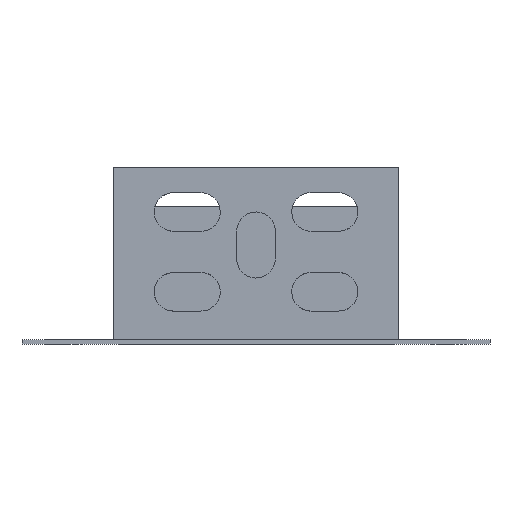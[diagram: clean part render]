
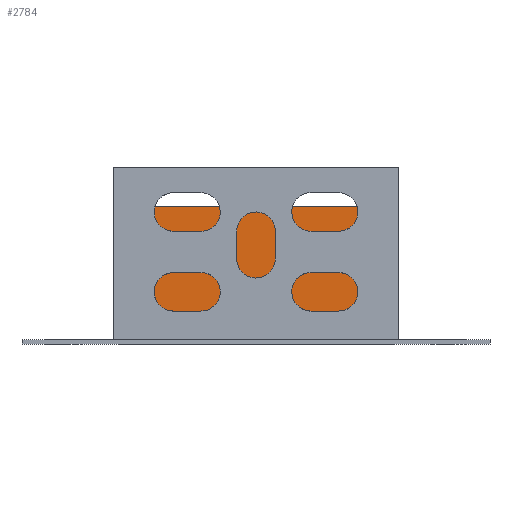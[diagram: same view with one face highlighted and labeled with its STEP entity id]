
A CAD part, front view. The second image highlights one B-rep face of the part: STEP entity #2784.
In plain terms, the highlighted planar face has unit normal (0, -1, 0).
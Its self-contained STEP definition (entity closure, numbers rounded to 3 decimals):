
#21 = ORIENTED_EDGE ( 'NONE', *, *, #3960, .F. ) ;
#149 = CARTESIAN_POINT ( 'NONE',  ( -21., 25.2, 0.8 ) ) ;
#171 = ORIENTED_EDGE ( 'NONE', *, *, #1008, .F. ) ;
#179 = CARTESIAN_POINT ( 'NONE',  ( 25., 25.2, 0.8 ) ) ;
#241 = AXIS2_PLACEMENT_3D ( 'NONE', #1901, #2271, #4082 ) ;
#385 = VERTEX_POINT ( 'NONE', #1452 ) ;
#518 = DIRECTION ( 'NONE',  ( 1., 0., 0. ) ) ;
#590 = VECTOR ( 'NONE', #2426, 1000. ) ;
#646 = FACE_OUTER_BOUND ( 'NONE', #3376, .T. ) ;
#777 = ORIENTED_EDGE ( 'NONE', *, *, #1877, .T. ) ;
#894 = CARTESIAN_POINT ( 'NONE',  ( 25., 25.2, 85.929 ) ) ;
#1008 = EDGE_CURVE ( 'NONE', #3536, #2995, #1395, .T. ) ;
#1014 = VERTEX_POINT ( 'NONE', #3643 ) ;
#1295 = VECTOR ( 'NONE', #1381, 1000. ) ;
#1314 = CARTESIAN_POINT ( 'NONE',  ( 25., 25.2, 0. ) ) ;
#1381 = DIRECTION ( 'NONE',  ( 0., 0., 1. ) ) ;
#1395 = LINE ( 'NONE', #3647, #2758 ) ;
#1452 = CARTESIAN_POINT ( 'NONE',  ( 25., 25.2, 0. ) ) ;
#1502 = CARTESIAN_POINT ( 'NONE',  ( 21., 25.2, 0.8 ) ) ;
#1684 = LINE ( 'NONE', #2830, #2767 ) ;
#1802 = VECTOR ( 'NONE', #1863, 1000. ) ;
#1863 = DIRECTION ( 'NONE',  ( 0., 0., -1. ) ) ;
#1877 = EDGE_CURVE ( 'NONE', #1014, #385, #3041, .T. ) ;
#1901 = CARTESIAN_POINT ( 'NONE',  ( 21., 25.2, 0.8 ) ) ;
#1937 = EDGE_CURVE ( 'NONE', #1960, #2447, #3055, .T. ) ;
#1954 = CARTESIAN_POINT ( 'NONE',  ( 21., 25.2, 25. ) ) ;
#1960 = VERTEX_POINT ( 'NONE', #149 ) ;
#2011 = EDGE_CURVE ( 'NONE', #2447, #3510, #3353, .T. ) ;
#2266 = ORIENTED_EDGE ( 'NONE', *, *, #3294, .F. ) ;
#2271 = DIRECTION ( 'NONE',  ( 0., 1., 0. ) ) ;
#2295 = CARTESIAN_POINT ( 'NONE',  ( 21., 25.2, 0.8 ) ) ;
#2426 = DIRECTION ( 'NONE',  ( 0., 0., -1. ) ) ;
#2433 = ORIENTED_EDGE ( 'NONE', *, *, #2011, .F. ) ;
#2447 = VERTEX_POINT ( 'NONE', #2679 ) ;
#2462 = CARTESIAN_POINT ( 'NONE',  ( -21., 25.2, 0.8 ) ) ;
#2482 = DIRECTION ( 'NONE',  ( 1., 0., 0. ) ) ;
#2544 = CARTESIAN_POINT ( 'NONE',  ( 25., 25.2, 0.8 ) ) ;
#2586 = DIRECTION ( 'NONE',  ( 1., 0., 0. ) ) ;
#2673 = LINE ( 'NONE', #894, #1802 ) ;
#2679 = CARTESIAN_POINT ( 'NONE',  ( -21., 25.2, 25. ) ) ;
#2758 = VECTOR ( 'NONE', #3642, 1000. ) ;
#2767 = VECTOR ( 'NONE', #3868, 1000. ) ;
#2784 = ADVANCED_FACE ( 'NONE', ( #646 ), #3779, .F. ) ;
#2830 = CARTESIAN_POINT ( 'NONE',  ( -24.99, 25.2, 85.929 ) ) ;
#2849 = ORIENTED_EDGE ( 'NONE', *, *, #3049, .F. ) ;
#2912 = VECTOR ( 'NONE', #2586, 1000. ) ;
#2995 = VERTEX_POINT ( 'NONE', #2544 ) ;
#3041 = LINE ( 'NONE', #1314, #2912 ) ;
#3049 = EDGE_CURVE ( 'NONE', #3375, #1960, #3685, .T. ) ;
#3055 = LINE ( 'NONE', #2462, #1295 ) ;
#3142 = VECTOR ( 'NONE', #518, 1000. ) ;
#3144 = ORIENTED_EDGE ( 'NONE', *, *, #4259, .T. ) ;
#3282 = CARTESIAN_POINT ( 'NONE',  ( -24.99, 25.2, 0.8 ) ) ;
#3294 = EDGE_CURVE ( 'NONE', #2995, #385, #2673, .T. ) ;
#3353 = LINE ( 'NONE', #1954, #3142 ) ;
#3375 = VERTEX_POINT ( 'NONE', #3282 ) ;
#3376 = EDGE_LOOP ( 'NONE', ( #4120, #2849, #3144, #777, #2266, #171, #21, #2433 ) ) ;
#3405 = CARTESIAN_POINT ( 'NONE',  ( 21., 25.2, 25. ) ) ;
#3510 = VERTEX_POINT ( 'NONE', #3405 ) ;
#3536 = VERTEX_POINT ( 'NONE', #2295 ) ;
#3642 = DIRECTION ( 'NONE',  ( 1., 0., 0. ) ) ;
#3643 = CARTESIAN_POINT ( 'NONE',  ( -24.99, 25.2, 0. ) ) ;
#3647 = CARTESIAN_POINT ( 'NONE',  ( 25., 25.2, 0.8 ) ) ;
#3685 = LINE ( 'NONE', #179, #4017 ) ;
#3779 = PLANE ( 'NONE',  #241 ) ;
#3868 = DIRECTION ( 'NONE',  ( 0., 0., -1. ) ) ;
#3960 = EDGE_CURVE ( 'NONE', #3510, #3536, #4065, .T. ) ;
#4017 = VECTOR ( 'NONE', #2482, 1000. ) ;
#4065 = LINE ( 'NONE', #1502, #590 ) ;
#4082 = DIRECTION ( 'NONE',  ( 0., 0., 1. ) ) ;
#4120 = ORIENTED_EDGE ( 'NONE', *, *, #1937, .F. ) ;
#4259 = EDGE_CURVE ( 'NONE', #3375, #1014, #1684, .T. ) ;
